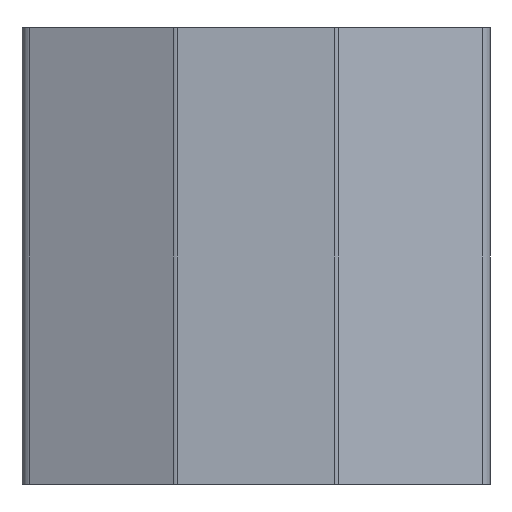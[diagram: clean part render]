
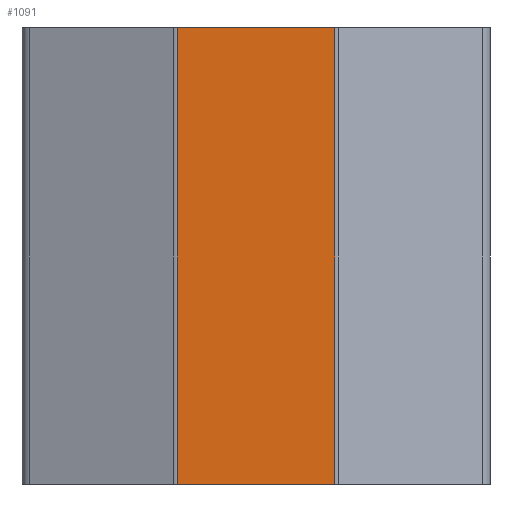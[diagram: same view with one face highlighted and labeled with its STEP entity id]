
A CAD part, front view. The second image highlights one B-rep face of the part: STEP entity #1091.
In plain terms, the highlighted planar face has unit normal (0, -1, 0).
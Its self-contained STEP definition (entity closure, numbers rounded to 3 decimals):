
#107=FACE_OUTER_BOUND('',#179,.T.);
#179=EDGE_LOOP('',(#793,#794,#795,#796));
#251=LINE('',#1668,#367);
#260=LINE('',#1690,#376);
#262=LINE('',#1696,#378);
#266=LINE('',#1709,#382);
#367=VECTOR('',#1316,200.);
#376=VECTOR('',#1341,68.829);
#378=VECTOR('',#1349,200.);
#382=VECTOR('',#1365,68.829);
#477=VERTEX_POINT('',#1665);
#478=VERTEX_POINT('',#1667);
#483=VERTEX_POINT('',#1689);
#484=VERTEX_POINT('',#1695);
#576=EDGE_CURVE('',#477,#478,#251,.T.);
#587=EDGE_CURVE('',#483,#478,#260,.T.);
#590=EDGE_CURVE('',#484,#483,#262,.T.);
#597=EDGE_CURVE('',#484,#477,#266,.T.);
#793=ORIENTED_EDGE('',*,*,#576,.F.);
#794=ORIENTED_EDGE('',*,*,#597,.F.);
#795=ORIENTED_EDGE('',*,*,#590,.T.);
#796=ORIENTED_EDGE('',*,*,#587,.T.);
#1034=PLANE('',#1179);
#1091=ADVANCED_FACE('',(#107),#1034,.F.);
#1179=AXIS2_PLACEMENT_3D('',#1718,#1372,#1373);
#1316=DIRECTION('',(0.,0.,-1.));
#1341=DIRECTION('',(1.,0.,0.));
#1349=DIRECTION('',(0.,0.,-1.));
#1365=DIRECTION('',(1.,0.,0.));
#1372=DIRECTION('center_axis',(0.,1.,0.));
#1373=DIRECTION('ref_axis',(0.,0.,-1.));
#1665=CARTESIAN_POINT('',(34.415,-27.5,100.));
#1667=CARTESIAN_POINT('',(34.415,-27.5,-100.));
#1668=CARTESIAN_POINT('',(34.415,-27.5,0.));
#1689=CARTESIAN_POINT('',(-34.415,-27.5,-100.));
#1690=CARTESIAN_POINT('',(-115.926,-27.5,-100.));
#1695=CARTESIAN_POINT('',(-34.415,-27.5,100.));
#1696=CARTESIAN_POINT('',(-34.415,-27.5,0.));
#1709=CARTESIAN_POINT('',(-115.926,-27.5,100.));
#1718=CARTESIAN_POINT('Origin',(0.,-27.5,
0.));
